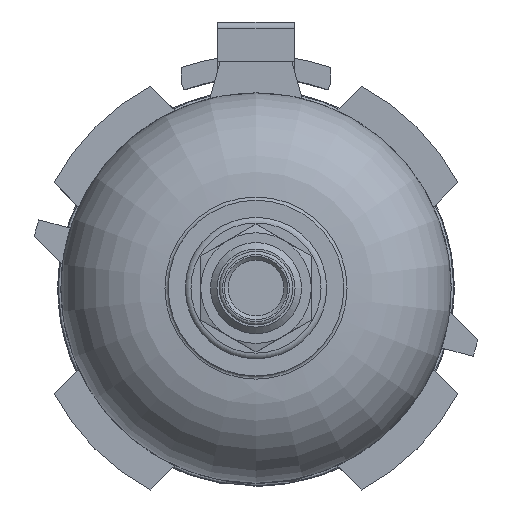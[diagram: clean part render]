
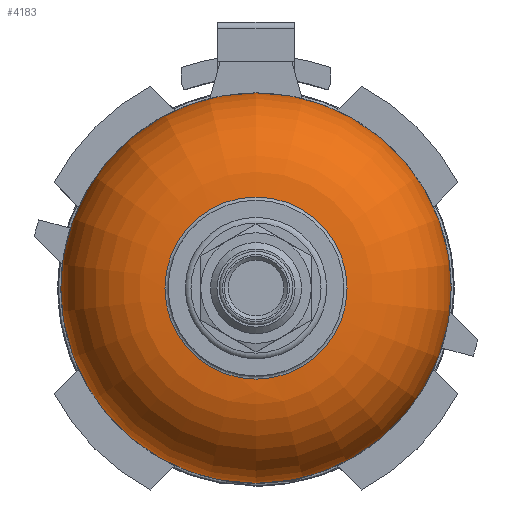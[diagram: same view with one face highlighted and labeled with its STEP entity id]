
A CAD part, front view. The second image highlights one B-rep face of the part: STEP entity #4183.
In plain terms, the highlighted toroidal (fillet/blend) face has major radius 14 mm and minor radius 16 mm.
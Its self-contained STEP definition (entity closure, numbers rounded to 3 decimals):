
#37=DEGENERATE_TOROIDAL_SURFACE('',#4459,14.,16.,.T.);
#974=ORIENTED_EDGE('',*,*,#1874,.T.);
#975=ORIENTED_EDGE('',*,*,#1953,.F.);
#1874=EDGE_CURVE('',#2383,#2383,#2686,.T.);
#1953=EDGE_CURVE('',#2443,#2443,#2730,.T.);
#2383=VERTEX_POINT('',#5952);
#2443=VERTEX_POINT('',#6106);
#2686=CIRCLE('',#4401,30.);
#2730=CIRCLE('',#4460,14.);
#2902=EDGE_LOOP('',(#974));
#2903=EDGE_LOOP('',(#975));
#3156=FACE_BOUND('',#2902,.T.);
#3157=FACE_BOUND('',#2903,.T.);
#4183=ADVANCED_FACE('',(#3156,#3157),#37,.T.);
#4401=AXIS2_PLACEMENT_3D('',#5951,#4851,#4852);
#4459=AXIS2_PLACEMENT_3D('',#6104,#5002,#5003);
#4460=AXIS2_PLACEMENT_3D('',#6105,#5004,#5005);
#4851=DIRECTION('',(0.,-1.,0.));
#4852=DIRECTION('',(0.,0.,-1.));
#5002=DIRECTION('',(0.,-1.,0.));
#5003=DIRECTION('',(0.,0.,-1.));
#5004=DIRECTION('',(0.,-1.,0.));
#5005=DIRECTION('',(0.,0.,-1.));
#5951=CARTESIAN_POINT('',(0.,17.5,0.));
#5952=CARTESIAN_POINT('',(0.,17.5,-30.));
#6104=CARTESIAN_POINT('',(0.,17.5,0.));
#6105=CARTESIAN_POINT('',(0.,1.5,0.));
#6106=CARTESIAN_POINT('',(0.,1.5,-14.));
